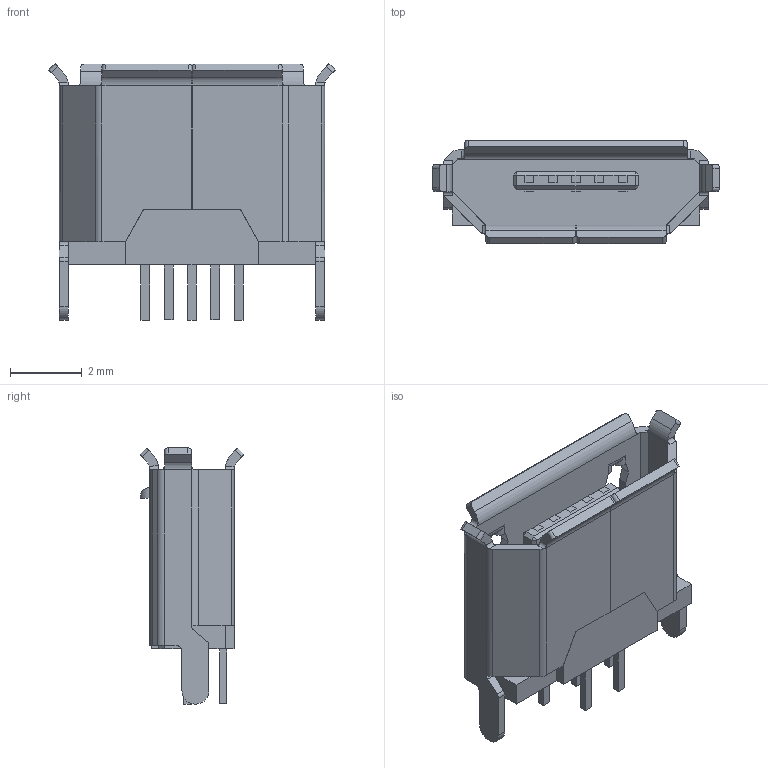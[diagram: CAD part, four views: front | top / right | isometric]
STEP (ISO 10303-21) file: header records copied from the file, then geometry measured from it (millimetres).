
FILE_DESCRIPTION(('FreeCAD Model'),'2;1');
FILE_NAME('Fusion001.step','2019-12-21T23:18:14',('kicad StepUp'),('ksu MCAD'), 'Open CASCADE STEP processor 7.3','FreeCAD','Unknown');
FILE_SCHEMA(('AUTOMOTIVE_DESIGN { 1 0 10303 214 1 1 1 1 }'));
Length unit declared in the file: millimetre
Products named in the file (1): Fusion001
Bounding box: 8 x 2.9 x 7.15 mm (x, y, z)
Volume: 44.5 mm3; surface area: 260 mm2
Topology: 1 solids, 8 shells, 515 faces, 1469 edges, 976 vertices
Faces by surface type: plane 415, cylinder 88, bspline 12
Entity records: 20556 total; most frequent: CARTESIAN_POINT 3381, ORIENTED_EDGE 2966, DIRECTION 2621, EDGE_CURVE 1469, LINE 1253, VECTOR 1253, VERTEX_POINT 976, AXIS2_PLACEMENT_3D 684
